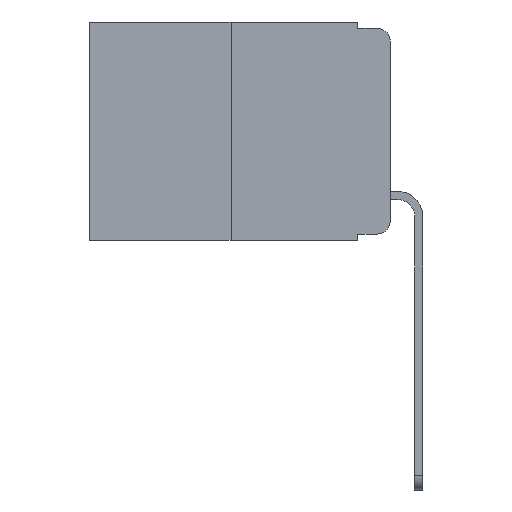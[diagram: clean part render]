
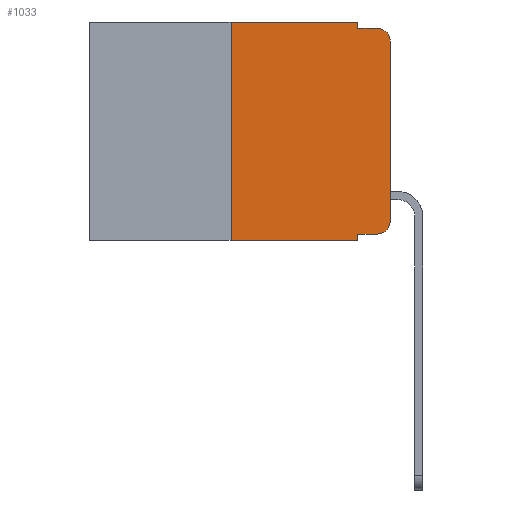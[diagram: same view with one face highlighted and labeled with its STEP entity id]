
A CAD part, left-side view. The second image highlights one B-rep face of the part: STEP entity #1033.
In plain terms, the highlighted planar face has unit normal (-1, 0, 0).
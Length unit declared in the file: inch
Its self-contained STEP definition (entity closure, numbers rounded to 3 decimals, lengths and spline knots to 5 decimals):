
#91 = CARTESIAN_POINT ( 'NONE',  ( 0., 0.473, 0. ) ) ;
#235 = VERTEX_POINT ( 'NONE', #3630 ) ;
#625 = VERTEX_POINT ( 'NONE', #7343 ) ;
#1033 = ADVANCED_FACE ( 'NONE', ( #4384 ), #4368, .F. ) ;
#1149 = CARTESIAN_POINT ( 'NONE',  ( 0., 0.051, -0.333 ) ) ;
#1465 = VERTEX_POINT ( 'NONE', #8091 ) ;
#1796 = VERTEX_POINT ( 'NONE', #2380 ) ;
#2011 = VECTOR ( 'NONE', #7563, 39.37008 ) ;
#2099 = VECTOR ( 'NONE', #11505, 39.37008 ) ;
#2355 = LINE ( 'NONE', #91, #8989 ) ;
#2380 = CARTESIAN_POINT ( 'NONE',  ( 0., 0.25, -0.343 ) ) ;
#2446 = VERTEX_POINT ( 'NONE', #4836 ) ;
#2455 = LINE ( 'NONE', #4092, #11979 ) ;
#2697 = LINE ( 'NONE', #10106, #5592 ) ;
#2719 = EDGE_CURVE ( 'NONE', #1796, #4376, #2697, .T. ) ;
#2905 = AXIS2_PLACEMENT_3D ( 'NONE', #5467, #11750, #6395 ) ;
#3043 = DIRECTION ( 'NONE',  ( 0., 0., 1. ) ) ;
#3198 = VERTEX_POINT ( 'NONE', #8838 ) ;
#3227 = EDGE_CURVE ( 'NONE', #8266, #1465, #2355, .T. ) ;
#3333 = VECTOR ( 'NONE', #6005, 39.37008 ) ;
#3338 = CARTESIAN_POINT ( 'NONE',  ( 0., 0.051, -0.333 ) ) ;
#3441 = CIRCLE ( 'NONE', #2905, 0.02 ) ;
#3541 = CARTESIAN_POINT ( 'NONE',  ( 0., 0.473, 0. ) ) ;
#3547 = EDGE_CURVE ( 'NONE', #9641, #235, #10380, .T. ) ;
#3598 = DIRECTION ( 'NONE',  ( 0., -1., 0. ) ) ;
#3630 = CARTESIAN_POINT ( 'NONE',  ( 0., 0.02, -0.01 ) ) ;
#4040 = CARTESIAN_POINT ( 'NONE',  ( 0., 0.25, 0. ) ) ;
#4065 = CARTESIAN_POINT ( 'NONE',  ( 0., 0.25, 0. ) ) ;
#4073 = DIRECTION ( 'NONE',  ( 0., 0., -1. ) ) ;
#4092 = CARTESIAN_POINT ( 'NONE',  ( 0., 0.051, -0.01 ) ) ;
#4288 = DIRECTION ( 'NONE',  ( 1., 0., 0. ) ) ;
#4368 = PLANE ( 'NONE',  #4982 ) ;
#4376 = VERTEX_POINT ( 'NONE', #12304 ) ;
#4384 = FACE_OUTER_BOUND ( 'NONE', #6401, .T. ) ;
#4527 = AXIS2_PLACEMENT_3D ( 'NONE', #7979, #7875, #7911 ) ;
#4836 = CARTESIAN_POINT ( 'NONE',  ( 0., 0.051, -0.01 ) ) ;
#4982 = AXIS2_PLACEMENT_3D ( 'NONE', #3541, #4288, #4073 ) ;
#5467 = CARTESIAN_POINT ( 'NONE',  ( 0., 0.02, -0.313 ) ) ;
#5496 = EDGE_CURVE ( 'NONE', #2446, #235, #2455, .T. ) ;
#5592 = VECTOR ( 'NONE', #3598, 39.37008 ) ;
#6005 = DIRECTION ( 'NONE',  ( 0., 0., 1. ) ) ;
#6395 = DIRECTION ( 'NONE',  ( 0., 0., -1. ) ) ;
#6401 = EDGE_LOOP ( 'NONE', ( #7324, #7010, #9494, #9026, #7760, #6477, #9426, #8799, #9115, #9082 ) ) ;
#6477 = ORIENTED_EDGE ( 'NONE', *, *, #9607, .F. ) ;
#6580 = DIRECTION ( 'NONE',  ( 0., -1., 0. ) ) ;
#6873 = EDGE_CURVE ( 'NONE', #1465, #2446, #9748, .T. ) ;
#7010 = ORIENTED_EDGE ( 'NONE', *, *, #3547, .T. ) ;
#7101 = EDGE_CURVE ( 'NONE', #7364, #4376, #7165, .T. ) ;
#7130 = CARTESIAN_POINT ( 'NONE',  ( 0., 0.051, 0. ) ) ;
#7165 = LINE ( 'NONE', #10237, #2011 ) ;
#7324 = ORIENTED_EDGE ( 'NONE', *, *, #12314, .T. ) ;
#7343 = CARTESIAN_POINT ( 'NONE',  ( 0., 0., -0.313 ) ) ;
#7364 = VERTEX_POINT ( 'NONE', #3338 ) ;
#7563 = DIRECTION ( 'NONE',  ( 0., 0., -1. ) ) ;
#7625 = VECTOR ( 'NONE', #8019, 39.37008 ) ;
#7760 = ORIENTED_EDGE ( 'NONE', *, *, #3227, .F. ) ;
#7796 = LINE ( 'NONE', #1149, #2099 ) ;
#7875 = DIRECTION ( 'NONE',  ( -1., 0., 0. ) ) ;
#7911 = DIRECTION ( 'NONE',  ( 0., 0., -1. ) ) ;
#7953 = EDGE_CURVE ( 'NONE', #3198, #625, #3441, .T. ) ;
#7979 = CARTESIAN_POINT ( 'NONE',  ( 0., 0.02, -0.03 ) ) ;
#8019 = DIRECTION ( 'NONE',  ( 0., 0., -1. ) ) ;
#8091 = CARTESIAN_POINT ( 'NONE',  ( 0., 0.051, 0. ) ) ;
#8266 = VERTEX_POINT ( 'NONE', #4065 ) ;
#8799 = ORIENTED_EDGE ( 'NONE', *, *, #7101, .F. ) ;
#8838 = CARTESIAN_POINT ( 'NONE',  ( 0., 0.02, -0.333 ) ) ;
#8989 = VECTOR ( 'NONE', #6580, 39.37008 ) ;
#9026 = ORIENTED_EDGE ( 'NONE', *, *, #6873, .F. ) ;
#9082 = ORIENTED_EDGE ( 'NONE', *, *, #7953, .T. ) ;
#9115 = ORIENTED_EDGE ( 'NONE', *, *, #10342, .T. ) ;
#9426 = ORIENTED_EDGE ( 'NONE', *, *, #2719, .T. ) ;
#9494 = ORIENTED_EDGE ( 'NONE', *, *, #5496, .F. ) ;
#9592 = CARTESIAN_POINT ( 'NONE',  ( 0., 0., -0.03 ) ) ;
#9607 = EDGE_CURVE ( 'NONE', #1796, #8266, #10075, .T. ) ;
#9641 = VERTEX_POINT ( 'NONE', #9592 ) ;
#9748 = LINE ( 'NONE', #7130, #7625 ) ;
#10075 = LINE ( 'NONE', #4040, #12101 ) ;
#10106 = CARTESIAN_POINT ( 'NONE',  ( 0., 0.473, -0.343 ) ) ;
#10237 = CARTESIAN_POINT ( 'NONE',  ( 0., 0.051, 0. ) ) ;
#10342 = EDGE_CURVE ( 'NONE', #7364, #3198, #7796, .T. ) ;
#10380 = CIRCLE ( 'NONE', #4527, 0.02 ) ;
#10492 = DIRECTION ( 'NONE',  ( 0., -1., 0. ) ) ;
#11407 = CARTESIAN_POINT ( 'NONE',  ( 0., 0., 0. ) ) ;
#11505 = DIRECTION ( 'NONE',  ( 0., -1., 0. ) ) ;
#11750 = DIRECTION ( 'NONE',  ( -1., 0., 0. ) ) ;
#11979 = VECTOR ( 'NONE', #10492, 39.37008 ) ;
#12060 = LINE ( 'NONE', #11407, #3333 ) ;
#12101 = VECTOR ( 'NONE', #3043, 39.37008 ) ;
#12304 = CARTESIAN_POINT ( 'NONE',  ( 0., 0.051, -0.343 ) ) ;
#12314 = EDGE_CURVE ( 'NONE', #625, #9641, #12060, .T. ) ;
